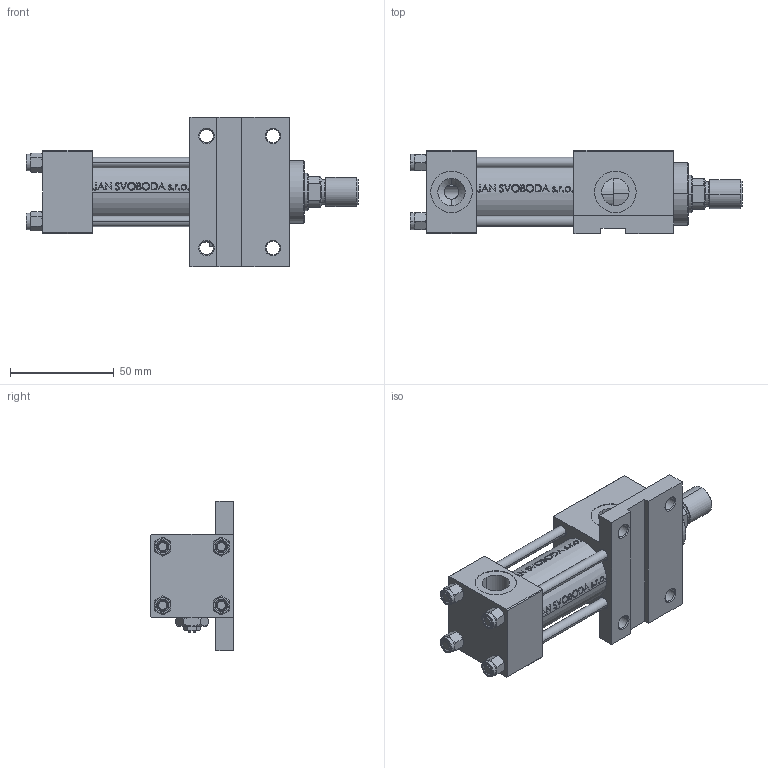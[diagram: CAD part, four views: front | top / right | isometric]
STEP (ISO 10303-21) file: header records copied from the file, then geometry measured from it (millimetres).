
FILE_DESCRIPTION (( 'STEP AP203' ), '1' );
FILE_NAME ('241a.STEP', '2023-08-23T13:16:21', ( '' ), ( '' ), 'SwSTEP 2.0', 'SolidWorks 2019', '' );
FILE_SCHEMA (( 'CONFIG_CONTROL_DESIGN' ));
Length unit declared in the file: millimetre
Products named in the file (8): 241a; V215CR_VCP_F b1c5561d7be23a76525f83fc9efaac4b; V215CR_F_Body b1c5561d7be23a76525f83fc9efaac4b; ROD_END_AH b1c5561d7be23a76525f83fc9efaac4b; V215_VC_A b1c5561d7be23a76525f83fc9efaac4b; Zatka_pro_OIL_PORT b1c5561d7be23a76525f83fc9efaac4b; V215CR_F_TYCINKA b1c5561d7be23a76525f83fc9efaac4b; NUT_M5_F b1c5561d7be23a76525f83fc9efaac4b
Assembly tree (13 placements, depth 2):
  241a
    V215CR_F_Body b1c5561d7be23a76525f83fc9efaac4b
    V215CR_VCP_F b1c5561d7be23a76525f83fc9efaac4b
    V215CR_F_TYCINKA b1c5561d7be23a76525f83fc9efaac4b  x4
    NUT_M5_F b1c5561d7be23a76525f83fc9efaac4b  x4
    V215_VC_A b1c5561d7be23a76525f83fc9efaac4b
    ROD_END_AH b1c5561d7be23a76525f83fc9efaac4b
    Zatka_pro_OIL_PORT b1c5561d7be23a76525f83fc9efaac4b
Bounding box: 160 x 40 x 72 mm (x, y, z)
Volume: 162142.7 mm3; surface area: 62590.1 mm2
Topology: 13 solids, 13 shells, 1161 faces, 2864 edges, 1845 vertices
Faces by surface type: plane 463, bspline 380, cone 176, cylinder 132, torus 10
Entity records: 49670 total; most frequent: CARTESIAN_POINT 26473, ORIENTED_EDGE 5220, DIRECTION 3364, EDGE_CURVE 2610, VERTEX_POINT 1701, LINE 1324, VECTOR 1324, EDGE_LOOP 1179
